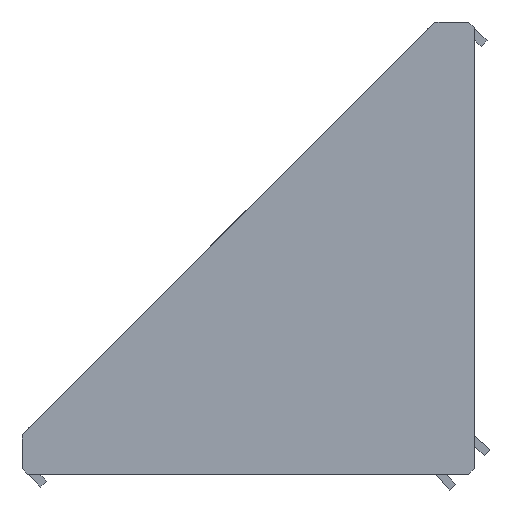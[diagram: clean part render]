
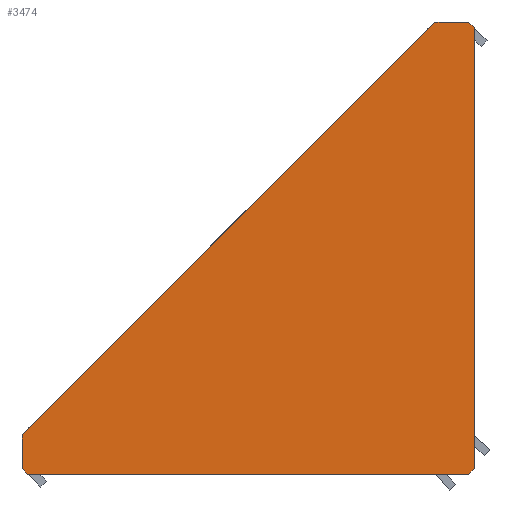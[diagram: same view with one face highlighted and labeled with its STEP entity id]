
A CAD part, left-side view. The second image highlights one B-rep face of the part: STEP entity #3474.
In plain terms, the highlighted planar face has unit normal (-1, 0, 0).
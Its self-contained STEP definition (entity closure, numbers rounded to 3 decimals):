
#18 = LINE ( 'NONE', #5246, #1239 ) ;
#52 = CARTESIAN_POINT ( 'NONE',  ( -37.6, -36.75, -37.75 ) ) ;
#173 = CARTESIAN_POINT ( 'NONE',  ( -37.6, -36.75, 37.75 ) ) ;
#273 = CARTESIAN_POINT ( 'NONE',  ( -37.6, 37.75, -37.75 ) ) ;
#280 = ORIENTED_EDGE ( 'NONE', *, *, #626, .T. ) ;
#307 = VERTEX_POINT ( 'NONE', #2383 ) ;
#372 = ORIENTED_EDGE ( 'NONE', *, *, #4928, .F. ) ;
#382 = CARTESIAN_POINT ( 'NONE',  ( -37.6, -29.75, 37.75 ) ) ;
#615 = CARTESIAN_POINT ( 'NONE',  ( -37.6, 37.75, -31.164 ) ) ;
#626 = EDGE_CURVE ( 'NONE', #5708, #730, #18, .T. ) ;
#721 = VECTOR ( 'NONE', #3024, 1000. ) ;
#730 = VERTEX_POINT ( 'NONE', #173 ) ;
#1074 = ORIENTED_EDGE ( 'NONE', *, *, #3145, .F. ) ;
#1130 = DIRECTION ( 'NONE',  ( 0., -0.707, 0.707 ) ) ;
#1134 = VECTOR ( 'NONE', #3784, 1000. ) ;
#1239 = VECTOR ( 'NONE', #4518, 1000. ) ;
#1289 = DIRECTION ( 'NONE',  ( 0., -1., 0. ) ) ;
#1319 = ORIENTED_EDGE ( 'NONE', *, *, #2514, .F. ) ;
#1343 = CARTESIAN_POINT ( 'NONE',  ( -37.6, -36.75, -37.75 ) ) ;
#1765 = VECTOR ( 'NONE', #6328, 1000. ) ;
#1842 = CARTESIAN_POINT ( 'NONE',  ( -37.6, 37.75, -36.75 ) ) ;
#1938 = CARTESIAN_POINT ( 'NONE',  ( -37.6, -37.75, -36.75 ) ) ;
#2068 = EDGE_CURVE ( 'NONE', #4847, #2369, #2082, .T. ) ;
#2082 = LINE ( 'NONE', #52, #721 ) ;
#2369 = VERTEX_POINT ( 'NONE', #1938 ) ;
#2378 = VECTOR ( 'NONE', #2806, 1000. ) ;
#2383 = CARTESIAN_POINT ( 'NONE',  ( -37.6, 36.75, -37.75 ) ) ;
#2514 = EDGE_CURVE ( 'NONE', #5708, #2369, #3088, .T. ) ;
#2557 = VECTOR ( 'NONE', #1130, 1000. ) ;
#2608 = CARTESIAN_POINT ( 'NONE',  ( -37.6, -37.75, 37.75 ) ) ;
#2806 = DIRECTION ( 'NONE',  ( 0., 1., 0. ) ) ;
#3024 = DIRECTION ( 'NONE',  ( 0., -0.707, 0.707 ) ) ;
#3088 = LINE ( 'NONE', #2608, #1765 ) ;
#3145 = EDGE_CURVE ( 'NONE', #4847, #307, #3723, .T. ) ;
#3173 = EDGE_CURVE ( 'NONE', #6346, #307, #6628, .T. ) ;
#3180 = CARTESIAN_POINT ( 'NONE',  ( -37.6, -31.164, 37.75 ) ) ;
#3317 = EDGE_CURVE ( 'NONE', #4691, #730, #5795, .T. ) ;
#3474 = ADVANCED_FACE ( 'NONE', ( #6182 ), #4573, .F. ) ;
#3555 = CARTESIAN_POINT ( 'NONE',  ( -37.6, 0., 0. ) ) ;
#3557 = VECTOR ( 'NONE', #5195, 1000. ) ;
#3643 = VERTEX_POINT ( 'NONE', #3646 ) ;
#3646 = CARTESIAN_POINT ( 'NONE',  ( -37.6, 37.75, -31.164 ) ) ;
#3723 = LINE ( 'NONE', #6453, #2378 ) ;
#3784 = DIRECTION ( 'NONE',  ( 0., 0., 1. ) ) ;
#3899 = LINE ( 'NONE', #615, #2557 ) ;
#3993 = LINE ( 'NONE', #273, #1134 ) ;
#4158 = ORIENTED_EDGE ( 'NONE', *, *, #3317, .F. ) ;
#4495 = DIRECTION ( 'NONE',  ( 0., 0., -1. ) ) ;
#4518 = DIRECTION ( 'NONE',  ( 0., 0.707, 0.707 ) ) ;
#4573 = PLANE ( 'NONE',  #5625 ) ;
#4583 = VECTOR ( 'NONE', #1289, 1000. ) ;
#4691 = VERTEX_POINT ( 'NONE', #3180 ) ;
#4731 = ORIENTED_EDGE ( 'NONE', *, *, #5592, .F. ) ;
#4847 = VERTEX_POINT ( 'NONE', #1343 ) ;
#4928 = EDGE_CURVE ( 'NONE', #6346, #3643, #3993, .T. ) ;
#5053 = ORIENTED_EDGE ( 'NONE', *, *, #2068, .T. ) ;
#5151 = CARTESIAN_POINT ( 'NONE',  ( -37.6, 37.75, -36.75 ) ) ;
#5195 = DIRECTION ( 'NONE',  ( 0., -0.707, -0.707 ) ) ;
#5246 = CARTESIAN_POINT ( 'NONE',  ( -37.6, -37.75, 36.75 ) ) ;
#5499 = EDGE_LOOP ( 'NONE', ( #4158, #4731, #372, #6651, #1074, #5053, #1319, #280 ) ) ;
#5592 = EDGE_CURVE ( 'NONE', #3643, #4691, #3899, .T. ) ;
#5625 = AXIS2_PLACEMENT_3D ( 'NONE', #3555, #6006, #4495 ) ;
#5708 = VERTEX_POINT ( 'NONE', #6311 ) ;
#5795 = LINE ( 'NONE', #382, #4583 ) ;
#6006 = DIRECTION ( 'NONE',  ( 1., 0., 0. ) ) ;
#6182 = FACE_OUTER_BOUND ( 'NONE', #5499, .T. ) ;
#6311 = CARTESIAN_POINT ( 'NONE',  ( -37.6, -37.75, 36.75 ) ) ;
#6328 = DIRECTION ( 'NONE',  ( 0., 0., -1. ) ) ;
#6346 = VERTEX_POINT ( 'NONE', #1842 ) ;
#6453 = CARTESIAN_POINT ( 'NONE',  ( -37.6, -37.75, -37.75 ) ) ;
#6628 = LINE ( 'NONE', #5151, #3557 ) ;
#6651 = ORIENTED_EDGE ( 'NONE', *, *, #3173, .T. ) ;
